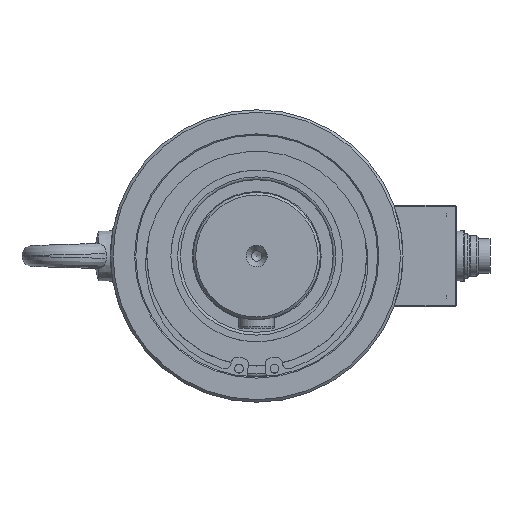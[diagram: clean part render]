
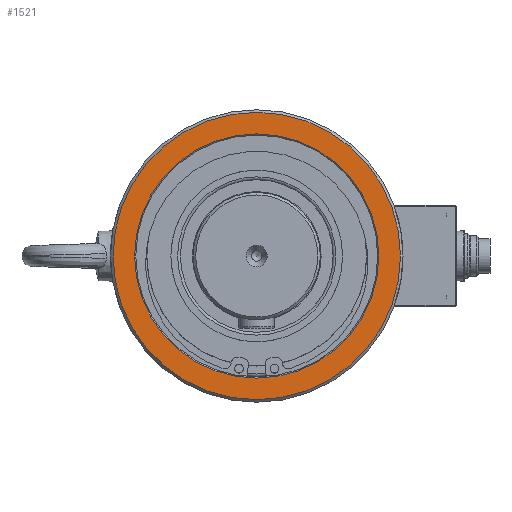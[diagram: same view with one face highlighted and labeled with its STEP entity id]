
A CAD part, left-side view. The second image highlights one B-rep face of the part: STEP entity #1521.
In plain terms, the highlighted planar face has unit normal (-1, 0, 0).
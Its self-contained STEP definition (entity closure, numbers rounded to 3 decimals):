
#1521 = ADVANCED_FACE( '', ( #3022, #3023 ), #3024, .T. );
#3022 = FACE_OUTER_BOUND( '', #5934, .T. );
#3023 = FACE_BOUND( '', #5935, .T. );
#3024 = PLANE( '', #5936 );
#5934 = EDGE_LOOP( '', ( #8760 ) );
#5935 = EDGE_LOOP( '', ( #8761 ) );
#5936 = AXIS2_PLACEMENT_3D( '', #8762, #8763, #8764 );
#8760 = ORIENTED_EDGE( '', *, *, #10601, .T. );
#8761 = ORIENTED_EDGE( '', *, *, #10675, .T. );
#8762 = CARTESIAN_POINT( '', ( 0., 0., 0. ) );
#8763 = DIRECTION( '', ( -1., 0., 0. ) );
#8764 = DIRECTION( '', ( 0., -1., 0. ) );
#10601 = EDGE_CURVE( '', #11942, #11942, #11943, .T. );
#10675 = EDGE_CURVE( '', #12062, #12062, #12063, .F. );
#11942 = VERTEX_POINT( '', #14110 );
#11943 = CIRCLE( '', #14111, 56.5 );
#12062 = VERTEX_POINT( '', #14264 );
#12063 = CIRCLE( '', #14265, 48. );
#14110 = CARTESIAN_POINT( '', ( 0., -56.5, 0. ) );
#14111 = AXIS2_PLACEMENT_3D( '', #16145, #16146, #16147 );
#14264 = CARTESIAN_POINT( '', ( 0., -48., 0. ) );
#14265 = AXIS2_PLACEMENT_3D( '', #16259, #16260, #16261 );
#16145 = CARTESIAN_POINT( '', ( 0., 0., 0. ) );
#16146 = DIRECTION( '', ( -1., 0., 0. ) );
#16147 = DIRECTION( '', ( 0., -1., 0. ) );
#16259 = CARTESIAN_POINT( '', ( 0., 0., 0. ) );
#16260 = DIRECTION( '', ( -1., 0., 0. ) );
#16261 = DIRECTION( '', ( 0., -1., 0. ) );
